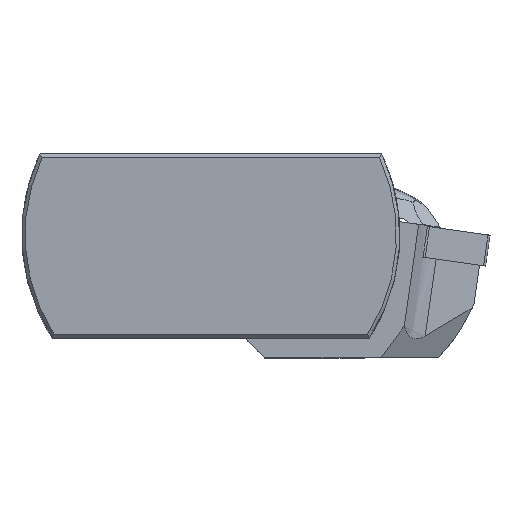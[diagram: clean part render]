
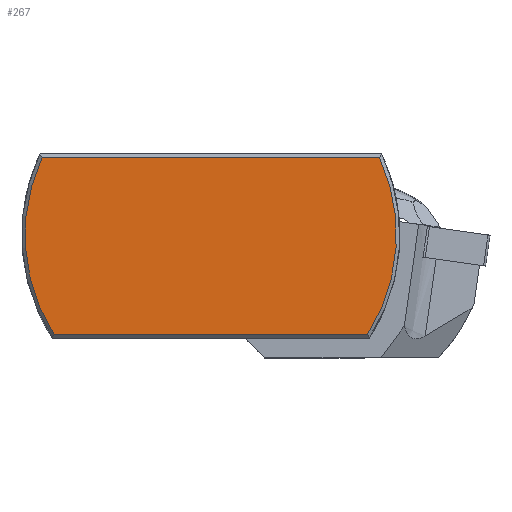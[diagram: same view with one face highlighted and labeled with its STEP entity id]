
A CAD part, top view. The second image highlights one B-rep face of the part: STEP entity #267.
In plain terms, the highlighted planar face has unit normal (0, 0, 1).
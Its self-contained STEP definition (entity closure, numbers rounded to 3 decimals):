
#164=FACE_OUTER_BOUND('',#732,.T.);
#267=ADVANCED_FACE('',(#164),#340,.T.);
#340=PLANE('',#1846);
#446=LINE('',#2431,#563);
#448=LINE('',#2446,#565);
#563=VECTOR('',#1978,1.);
#565=VECTOR('',#1982,1.);
#732=EDGE_LOOP('',(#1025,#1026,#1027,#1028));
#1025=ORIENTED_EDGE('',*,*,#1437,.F.);
#1026=ORIENTED_EDGE('',*,*,#1444,.F.);
#1027=ORIENTED_EDGE('',*,*,#1446,.F.);
#1028=ORIENTED_EDGE('',*,*,#1440,.T.);
#1280=VERTEX_POINT('',#2420);
#1282=VERTEX_POINT('',#2423);
#1284=VERTEX_POINT('',#2432);
#1286=VERTEX_POINT('',#2444);
#1437=EDGE_CURVE('',#1280,#1282,#1646,.T.);
#1440=EDGE_CURVE('',#1284,#1282,#446,.T.);
#1444=EDGE_CURVE('',#1286,#1280,#448,.T.);
#1446=EDGE_CURVE('',#1284,#1286,#1648,.T.);
#1646=CIRCLE('',#1779,37.825);
#1648=CIRCLE('',#1784,37.825);
#1779=AXIS2_PLACEMENT_3D('',#2422,#1972,#1973);
#1784=AXIS2_PLACEMENT_3D('',#2449,#1986,#1987);
#1846=AXIS2_PLACEMENT_3D('',#2709,#2168,#2169);
#1972=DIRECTION('',(0.,0.,-1.));
#1973=DIRECTION('',(1.,0.,0.));
#1978=DIRECTION('',(-1.,0.,0.));
#1982=DIRECTION('',(-1.,0.,0.));
#1986=DIRECTION('',(0.,0.,-1.));
#1987=DIRECTION('',(1.,0.,0.));
#2168=DIRECTION('',(0.,0.,1.));
#2169=DIRECTION('',(1.,0.,0.));
#2420=CARTESIAN_POINT('',(-31.9,-20.325,0.));
#2422=CARTESIAN_POINT('',(0.,0.,0.));
#2423=CARTESIAN_POINT('',(-34.355,15.825,0.));
#2431=CARTESIAN_POINT('',(-6.608,15.825,0.));
#2432=CARTESIAN_POINT('',(34.355,15.825,0.));
#2444=CARTESIAN_POINT('',(31.9,-20.325,0.));
#2446=CARTESIAN_POINT('',(-6.608,-20.325,0.));
#2449=CARTESIAN_POINT('',(0.,0.,0.));
#2709=CARTESIAN_POINT('',(0.,0.,0.));
